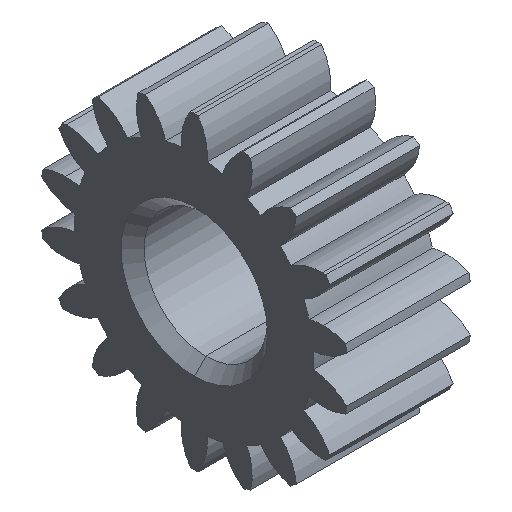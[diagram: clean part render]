
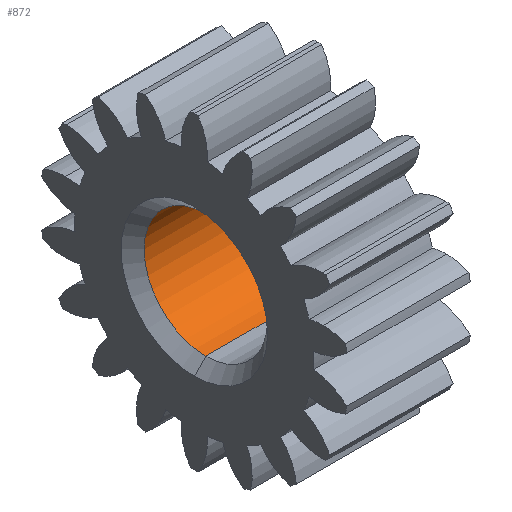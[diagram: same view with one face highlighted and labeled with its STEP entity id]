
A CAD part, isometric view. The second image highlights one B-rep face of the part: STEP entity #872.
In plain terms, the highlighted cylindrical face has radius 4 mm (diameter 8 mm), a partial arc.
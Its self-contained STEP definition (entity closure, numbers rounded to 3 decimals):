
#8 = DIRECTION ( 'NONE',  ( 0., 0., -1. ) ) ;
#46 = CARTESIAN_POINT ( 'NONE',  ( 9.25, 0., 0. ) ) ;
#67 = VERTEX_POINT ( 'NONE', #2207 ) ;
#119 = ORIENTED_EDGE ( 'NONE', *, *, #1533, .T. ) ;
#220 = LINE ( 'NONE', #1556, #589 ) ;
#235 = DIRECTION ( 'NONE',  ( -1., 0., 0. ) ) ;
#244 = VERTEX_POINT ( 'NONE', #1953 ) ;
#246 = DIRECTION ( 'NONE',  ( 1., 0., 0. ) ) ;
#278 = DIRECTION ( 'NONE',  ( 0., 0., 1. ) ) ;
#433 = CARTESIAN_POINT ( 'NONE',  ( 2.75, 0., -4. ) ) ;
#589 = VECTOR ( 'NONE', #2674, 1000. ) ;
#633 = CARTESIAN_POINT ( 'NONE',  ( 2.75, 0., 0. ) ) ;
#831 = ORIENTED_EDGE ( 'NONE', *, *, #2510, .T. ) ;
#872 = ADVANCED_FACE ( 'NONE', ( #2755 ), #1645, .F. ) ;
#976 = VECTOR ( 'NONE', #1300, 1000. ) ;
#1001 = AXIS2_PLACEMENT_3D ( 'NONE', #633, #235, #8 ) ;
#1046 = LINE ( 'NONE', #1720, #976 ) ;
#1083 = EDGE_CURVE ( 'NONE', #67, #2772, #1935, .T. ) ;
#1166 = CARTESIAN_POINT ( 'NONE',  ( 9.25, 0., -4. ) ) ;
#1208 = VERTEX_POINT ( 'NONE', #1166 ) ;
#1237 = DIRECTION ( 'NONE',  ( 0., 0., 1. ) ) ;
#1273 = ORIENTED_EDGE ( 'NONE', *, *, #1083, .T. ) ;
#1300 = DIRECTION ( 'NONE',  ( -1., 0., 0. ) ) ;
#1315 = EDGE_CURVE ( 'NONE', #1208, #2772, #220, .T. ) ;
#1388 = ORIENTED_EDGE ( 'NONE', *, *, #1315, .F. ) ;
#1533 = EDGE_CURVE ( 'NONE', #244, #67, #1046, .T. ) ;
#1556 = CARTESIAN_POINT ( 'NONE',  ( 50., 0., -4. ) ) ;
#1578 = AXIS2_PLACEMENT_3D ( 'NONE', #1676, #1629, #1237 ) ;
#1629 = DIRECTION ( 'NONE',  ( -1., 0., 0. ) ) ;
#1645 = CYLINDRICAL_SURFACE ( 'NONE', #1578, 4. ) ;
#1676 = CARTESIAN_POINT ( 'NONE',  ( 50., 0., 0. ) ) ;
#1720 = CARTESIAN_POINT ( 'NONE',  ( 50., 0., 4. ) ) ;
#1802 = CIRCLE ( 'NONE', #2899, 4. ) ;
#1886 = EDGE_LOOP ( 'NONE', ( #1388, #831, #119, #1273 ) ) ;
#1935 = CIRCLE ( 'NONE', #1001, 4. ) ;
#1953 = CARTESIAN_POINT ( 'NONE',  ( 9.25, 0., 4. ) ) ;
#2207 = CARTESIAN_POINT ( 'NONE',  ( 2.75, 0., 4. ) ) ;
#2510 = EDGE_CURVE ( 'NONE', #1208, #244, #1802, .T. ) ;
#2674 = DIRECTION ( 'NONE',  ( -1., 0., 0. ) ) ;
#2755 = FACE_OUTER_BOUND ( 'NONE', #1886, .T. ) ;
#2772 = VERTEX_POINT ( 'NONE', #433 ) ;
#2899 = AXIS2_PLACEMENT_3D ( 'NONE', #46, #246, #278 ) ;
